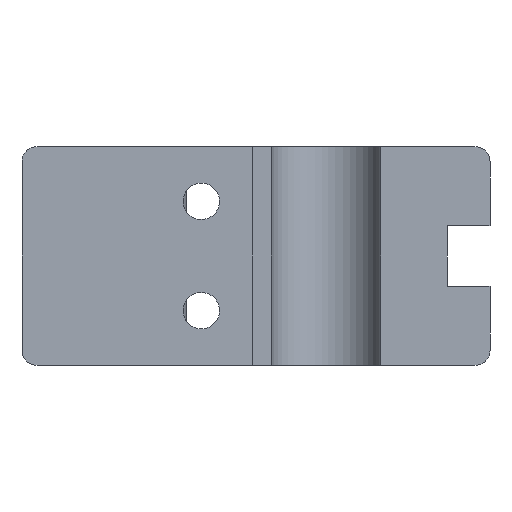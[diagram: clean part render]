
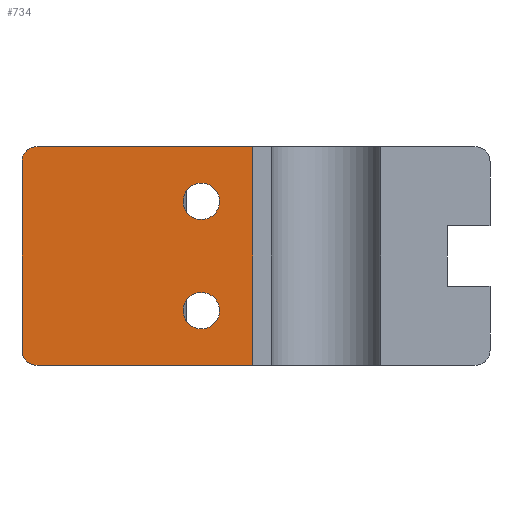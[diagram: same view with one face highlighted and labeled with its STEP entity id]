
A CAD part, front view. The second image highlights one B-rep face of the part: STEP entity #734.
In plain terms, the highlighted free-form (B-spline) face has degree [1, 1] with [2, 2] control points.
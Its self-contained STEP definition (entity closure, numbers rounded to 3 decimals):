
#162 = VERTEX_POINT('',#163);
#163 = CARTESIAN_POINT('',(70.928,0.,
    -24.089));
#181 = VERTEX_POINT('',#182);
#182 = CARTESIAN_POINT('',(86.987,0.,
    -24.089));
#187 = EDGE_CURVE('',#162,#181,#188,.T.);
#188 = ( BOUNDED_CURVE() B_SPLINE_CURVE(2,(#189,#190,#191,#192,#193),
.UNSPECIFIED.,.F.,.F.) B_SPLINE_CURVE_WITH_KNOTS((3,2,3),(0.,
1.571,3.142),.PIECEWISE_BEZIER_KNOTS.) CURVE() 
GEOMETRIC_REPRESENTATION_ITEM() RATIONAL_B_SPLINE_CURVE((1.,
0.707,1.,0.707,1.)) REPRESENTATION_ITEM('') );
#189 = CARTESIAN_POINT('',(70.928,0.,
    -24.089));
#190 = CARTESIAN_POINT('',(70.928,0.,
    -32.118));
#191 = CARTESIAN_POINT('',(78.957,0.,
    -32.118));
#192 = CARTESIAN_POINT('',(86.987,0.,
    -32.118));
#193 = CARTESIAN_POINT('',(86.987,0.,
    -24.089));
#210 = VERTEX_POINT('',#211);
#211 = CARTESIAN_POINT('',(70.928,0.,
    24.089));
#229 = VERTEX_POINT('',#230);
#230 = CARTESIAN_POINT('',(86.987,0.,
    24.089));
#235 = EDGE_CURVE('',#229,#210,#236,.T.);
#236 = ( BOUNDED_CURVE() B_SPLINE_CURVE(2,(#237,#238,#239,#240,#241),
.UNSPECIFIED.,.F.,.F.) B_SPLINE_CURVE_WITH_KNOTS((3,2,3),(3.142,
4.712,6.283),.PIECEWISE_BEZIER_KNOTS.) CURVE() 
GEOMETRIC_REPRESENTATION_ITEM() RATIONAL_B_SPLINE_CURVE((1.,
0.707,1.,0.707,1.)) REPRESENTATION_ITEM('') );
#237 = CARTESIAN_POINT('',(86.987,0.,
    24.089));
#238 = CARTESIAN_POINT('',(86.987,0.,
    16.059));
#239 = CARTESIAN_POINT('',(78.957,0.,
    16.059));
#240 = CARTESIAN_POINT('',(70.928,0.,
    16.059));
#241 = CARTESIAN_POINT('',(70.928,0.,
    24.089));
#706 = VERTEX_POINT('',#707);
#707 = CARTESIAN_POINT('',(0.,0.,-41.486));
#712 = EDGE_CURVE('',#713,#706,#715,.T.);
#713 = VERTEX_POINT('',#714);
#714 = CARTESIAN_POINT('',(0.,0.,41.486));
#715 = B_SPLINE_CURVE_WITH_KNOTS('',1,(#716,#717),.UNSPECIFIED.,.F.,.F.,
  (2,2),(5.,67.),.PIECEWISE_BEZIER_KNOTS.);
#716 = CARTESIAN_POINT('',(0.,0.,41.486));
#717 = CARTESIAN_POINT('',(0.,0.,-41.486));
#734 = ADVANCED_FACE('',(#735,#746,#757),#795,.F.);
#735 = FACE_BOUND('',#736,.T.);
#736 = EDGE_LOOP('',(#737,#738));
#737 = ORIENTED_EDGE('',*,*,#187,.F.);
#738 = ORIENTED_EDGE('',*,*,#739,.F.);
#739 = EDGE_CURVE('',#181,#162,#740,.T.);
#740 = ( BOUNDED_CURVE() B_SPLINE_CURVE(2,(#741,#742,#743,#744,#745),
.UNSPECIFIED.,.F.,.F.) B_SPLINE_CURVE_WITH_KNOTS((3,2,3),(3.142,
4.712,6.283),.PIECEWISE_BEZIER_KNOTS.) CURVE() 
GEOMETRIC_REPRESENTATION_ITEM() RATIONAL_B_SPLINE_CURVE((1.,
0.707,1.,0.707,1.)) REPRESENTATION_ITEM('') );
#741 = CARTESIAN_POINT('',(86.987,0.,
    -24.089));
#742 = CARTESIAN_POINT('',(86.987,0.,
    -16.059));
#743 = CARTESIAN_POINT('',(78.957,0.,
    -16.059));
#744 = CARTESIAN_POINT('',(70.928,0.,
    -16.059));
#745 = CARTESIAN_POINT('',(70.928,0.,
    -24.089));
#746 = FACE_BOUND('',#747,.T.);
#747 = EDGE_LOOP('',(#748,#756));
#748 = ORIENTED_EDGE('',*,*,#749,.T.);
#749 = EDGE_CURVE('',#210,#229,#750,.T.);
#750 = ( BOUNDED_CURVE() B_SPLINE_CURVE(2,(#751,#752,#753,#754,#755),
.UNSPECIFIED.,.F.,.F.) B_SPLINE_CURVE_WITH_KNOTS((3,2,3),(0.,
1.571,3.142),.PIECEWISE_BEZIER_KNOTS.) CURVE() 
GEOMETRIC_REPRESENTATION_ITEM() RATIONAL_B_SPLINE_CURVE((1.,
0.707,1.,0.707,1.)) REPRESENTATION_ITEM('') );
#751 = CARTESIAN_POINT('',(70.928,0.,
    24.089));
#752 = CARTESIAN_POINT('',(70.928,0.,
    32.118));
#753 = CARTESIAN_POINT('',(78.957,0.,
    32.118));
#754 = CARTESIAN_POINT('',(86.987,0.,
    32.118));
#755 = CARTESIAN_POINT('',(86.987,0.,
    24.089));
#756 = ORIENTED_EDGE('',*,*,#235,.T.);
#757 = FACE_BOUND('',#758,.T.);
#758 = EDGE_LOOP('',(#759,#760,#768,#775,#782,#789));
#759 = ORIENTED_EDGE('',*,*,#712,.T.);
#760 = ORIENTED_EDGE('',*,*,#761,.T.);
#761 = EDGE_CURVE('',#706,#762,#764,.T.);
#762 = VERTEX_POINT('',#763);
#763 = CARTESIAN_POINT('',(6.691,0.,
    -48.177));
#764 = ( BOUNDED_CURVE() B_SPLINE_CURVE(2,(#765,#766,#767),
.UNSPECIFIED.,.F.,.F.) B_SPLINE_CURVE_WITH_KNOTS((3,3),(0.,
1.571),.PIECEWISE_BEZIER_KNOTS.) CURVE() 
GEOMETRIC_REPRESENTATION_ITEM() RATIONAL_B_SPLINE_CURVE((1.,
0.707,1.)) REPRESENTATION_ITEM('') );
#765 = CARTESIAN_POINT('',(0.,0.,-41.486));
#766 = CARTESIAN_POINT('',(0.,0.,-48.177));
#767 = CARTESIAN_POINT('',(6.691,0.,
    -48.177));
#768 = ORIENTED_EDGE('',*,*,#769,.T.);
#769 = EDGE_CURVE('',#762,#770,#772,.T.);
#770 = VERTEX_POINT('',#771);
#771 = CARTESIAN_POINT('',(101.708,0.,
    -48.177));
#772 = B_SPLINE_CURVE_WITH_KNOTS('',1,(#773,#774),.UNSPECIFIED.,.F.,.F.,
  (2,2),(5.,76.),.PIECEWISE_BEZIER_KNOTS.);
#773 = CARTESIAN_POINT('',(6.691,0.,
    -48.177));
#774 = CARTESIAN_POINT('',(101.708,0.,
    -48.177));
#775 = ORIENTED_EDGE('',*,*,#776,.F.);
#776 = EDGE_CURVE('',#777,#770,#779,.T.);
#777 = VERTEX_POINT('',#778);
#778 = CARTESIAN_POINT('',(101.708,0.,
    48.177));
#779 = B_SPLINE_CURVE_WITH_KNOTS('',1,(#780,#781),.UNSPECIFIED.,.F.,.F.,
  (2,2),(-0.,72.),.PIECEWISE_BEZIER_KNOTS.);
#780 = CARTESIAN_POINT('',(101.708,0.,
    48.177));
#781 = CARTESIAN_POINT('',(101.708,0.,
    -48.177));
#782 = ORIENTED_EDGE('',*,*,#783,.F.);
#783 = EDGE_CURVE('',#784,#777,#786,.T.);
#784 = VERTEX_POINT('',#785);
#785 = CARTESIAN_POINT('',(6.691,0.,
    48.177));
#786 = B_SPLINE_CURVE_WITH_KNOTS('',1,(#787,#788),.UNSPECIFIED.,.F.,.F.,
  (2,2),(5.,76.),.PIECEWISE_BEZIER_KNOTS.);
#787 = CARTESIAN_POINT('',(6.691,0.,
    48.177));
#788 = CARTESIAN_POINT('',(101.708,0.,
    48.177));
#789 = ORIENTED_EDGE('',*,*,#790,.T.);
#790 = EDGE_CURVE('',#784,#713,#791,.T.);
#791 = ( BOUNDED_CURVE() B_SPLINE_CURVE(2,(#792,#793,#794),
.UNSPECIFIED.,.F.,.F.) B_SPLINE_CURVE_WITH_KNOTS((3,3),(4.712,
6.283),.PIECEWISE_BEZIER_KNOTS.) CURVE() 
GEOMETRIC_REPRESENTATION_ITEM() RATIONAL_B_SPLINE_CURVE((1.,
0.707,1.)) REPRESENTATION_ITEM('') );
#792 = CARTESIAN_POINT('',(6.691,0.,
    48.177));
#793 = CARTESIAN_POINT('',(0.,0.,
    48.177));
#794 = CARTESIAN_POINT('',(0.,0.,
    41.486));
#795 = B_SPLINE_SURFACE_WITH_KNOTS('',1,1,(
    (#796,#797)
    ,(#798,#799
    )),.UNSPECIFIED.,.F.,.F.,.F.,(2,2),(2,2),(-76.,0.),(-72.,0.),
  .PIECEWISE_BEZIER_KNOTS.);
#796 = CARTESIAN_POINT('',(101.708,0.,
    -48.177));
#797 = CARTESIAN_POINT('',(101.708,0.,
    48.177));
#798 = CARTESIAN_POINT('',(0.,0.,-48.177));
#799 = CARTESIAN_POINT('',(0.,0.,48.177));
